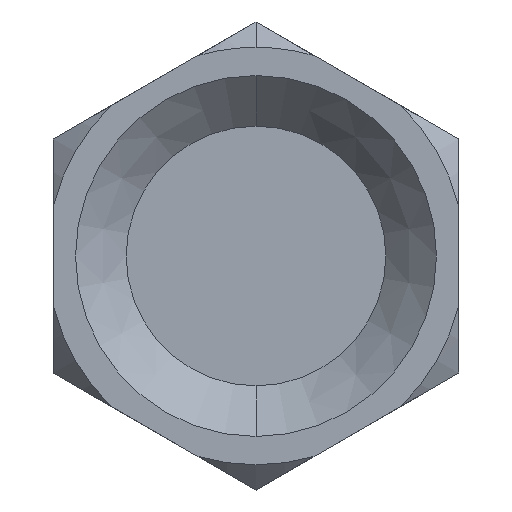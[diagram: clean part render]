
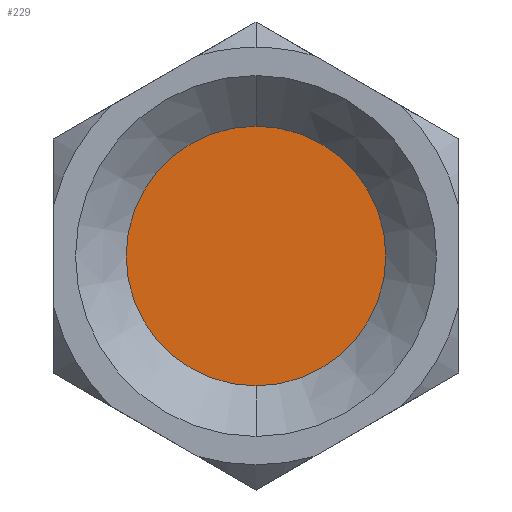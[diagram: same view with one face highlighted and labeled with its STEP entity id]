
A CAD part, front view. The second image highlights one B-rep face of the part: STEP entity #229.
In plain terms, the highlighted planar face has unit normal (0, -1, 0).
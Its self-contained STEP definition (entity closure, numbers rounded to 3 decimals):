
#21 = CARTESIAN_POINT ( 'NONE',  ( 0., -25., -5.125 ) ) ;
#128 = PLANE ( 'NONE',  #1082 ) ;
#145 = EDGE_CURVE ( 'NONE', #605, #1153, #311, .T. ) ;
#229 = ADVANCED_FACE ( 'NONE', ( #716 ), #128, .T. ) ;
#311 = CIRCLE ( 'NONE', #1118, 5.125 ) ;
#605 = VERTEX_POINT ( 'NONE', #1394 ) ;
#672 = CARTESIAN_POINT ( 'NONE',  ( 0., -25., 0. ) ) ;
#716 = FACE_OUTER_BOUND ( 'NONE', #972, .T. ) ;
#776 = CARTESIAN_POINT ( 'NONE',  ( 0., -25., 0. ) ) ;
#818 = DIRECTION ( 'NONE',  ( 0., 0., -1. ) ) ;
#886 = CIRCLE ( 'NONE', #1335, 5.125 ) ;
#918 = DIRECTION ( 'NONE',  ( 0., -1., 0. ) ) ;
#972 = EDGE_LOOP ( 'NONE', ( #1598, #1542 ) ) ;
#987 = CARTESIAN_POINT ( 'NONE',  ( 0., -25., 0. ) ) ;
#1082 = AXIS2_PLACEMENT_3D ( 'NONE', #987, #1514, #1784 ) ;
#1118 = AXIS2_PLACEMENT_3D ( 'NONE', #672, #1630, #818 ) ;
#1153 = VERTEX_POINT ( 'NONE', #21 ) ;
#1335 = AXIS2_PLACEMENT_3D ( 'NONE', #776, #918, #1336 ) ;
#1336 = DIRECTION ( 'NONE',  ( 0., 0., -1. ) ) ;
#1394 = CARTESIAN_POINT ( 'NONE',  ( 0., -25., 5.125 ) ) ;
#1454 = EDGE_CURVE ( 'NONE', #1153, #605, #886, .T. ) ;
#1514 = DIRECTION ( 'NONE',  ( 0., -1., 0. ) ) ;
#1542 = ORIENTED_EDGE ( 'NONE', *, *, #145, .T. ) ;
#1598 = ORIENTED_EDGE ( 'NONE', *, *, #1454, .T. ) ;
#1630 = DIRECTION ( 'NONE',  ( 0., -1., 0. ) ) ;
#1784 = DIRECTION ( 'NONE',  ( 0., 0., -1. ) ) ;
